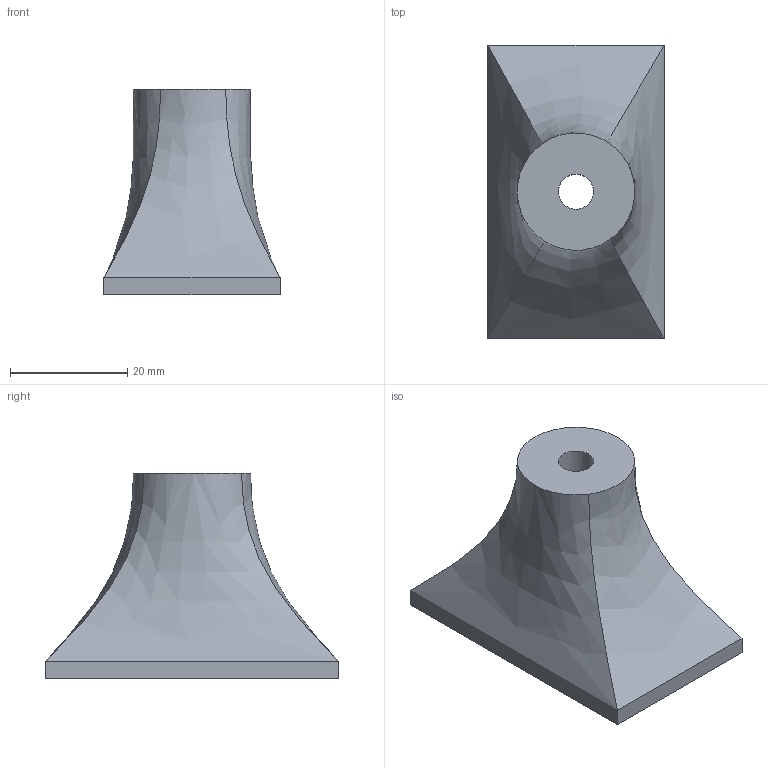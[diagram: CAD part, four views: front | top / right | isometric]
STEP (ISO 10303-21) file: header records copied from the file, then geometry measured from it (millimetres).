
FILE_DESCRIPTION(/* description */ ('','CAx-IF Rec.Pracs.---Representation and Presentation of Product Manufacturing Information (PMI)---4.0---2014-10-13'),/* implementation_level */ '2;1');
FILE_NAME(/* name */ 'Printable letter hanger v3.step',/* time_stamp */ '2025-04-25T18:08:11+02:00',/* author */ (''),/* organization */ (''),/* preprocessor_version */ 'ST-DEVELOPER v20',/* originating_system */ 'Autodesk Translation Framework v13.20.0.188',/* authorisation */ '');
FILE_SCHEMA (('AP242_MANAGED_MODEL_BASED_3D_ENGINEERING_MIM_LF { 1 0 10303 442 1 1 4 }'));
Length unit declared in the file: millimetre
Products named in the file (2): Printable letter hanger; Mount
Assembly tree (1 placements, depth 2):
  Printable letter hanger
    Mount
Bounding box: 30 x 50 x 35 mm (x, y, z)
Volume: 20870.3 mm3; surface area: 6679.4 mm2
Topology: 1 solids, 1 shells, 22 faces, 53 edges, 34 vertices
Faces by surface type: plane 15, bspline 4, cylinder 3
Full cylindrical faces by diameter (mm): 6 x1
Entity records: 800 total; most frequent: CARTESIAN_POINT 240, ORIENTED_EDGE 106, DIRECTION 101, EDGE_CURVE 53, LINE 39, VECTOR 39, VERTEX_POINT 34, AXIS2_PLACEMENT_3D 31
